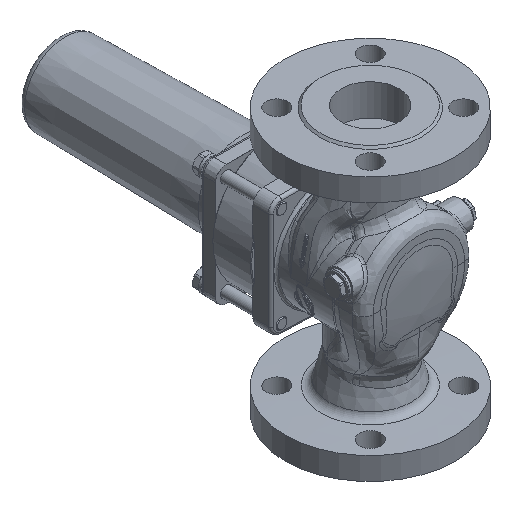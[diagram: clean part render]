
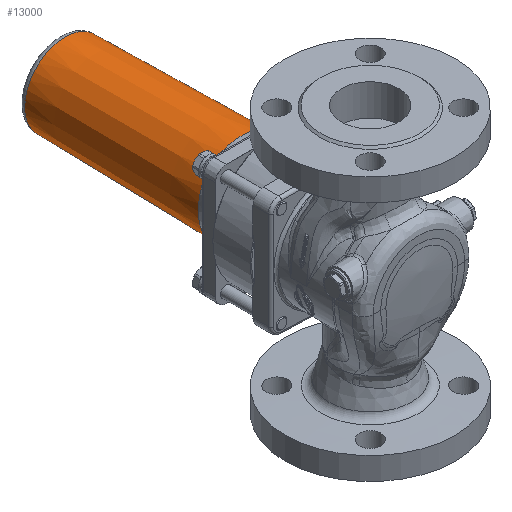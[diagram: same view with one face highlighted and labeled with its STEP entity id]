
A CAD part, isometric view. The second image highlights one B-rep face of the part: STEP entity #13000.
In plain terms, the highlighted conical face has half-angle 1 degrees and reference radius 33 mm.
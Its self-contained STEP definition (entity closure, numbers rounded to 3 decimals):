
#195=CONICAL_SURFACE('',#13965,33.,0.017);
#988=LINE('',#37009,#1512);
#1512=VECTOR('',#16202,33.);
#2277=B_SPLINE_CURVE_WITH_KNOTS('',3,(#37010,#37011,#37012,#37013,#37014,
#37015),.UNSPECIFIED.,.F.,.F.,(4,1,1,4),(-3.142,-2.244,
-0.449,0.),.UNSPECIFIED.);
#2278=B_SPLINE_CURVE_WITH_KNOTS('',3,(#37017,#37018,#37019,#37020,#37021,
#37022,#37023),.UNSPECIFIED.,.F.,.F.,(4,1,1,1,4),(-3.142,-2.244,
-0.449,1.346,3.142),.UNSPECIFIED.);
#2279=B_SPLINE_CURVE_WITH_KNOTS('',3,(#37027,#37028,#37029,#37030,#37031,
#37032,#37033),.UNSPECIFIED.,.F.,.F.,(4,1,1,1,4),(-3.142,-2.244,
-0.449,1.346,3.142),.UNSPECIFIED.);
#2280=B_SPLINE_CURVE_WITH_KNOTS('',3,(#37037,#37038,#37039,#37040,#37041,
#37042,#37043),.UNSPECIFIED.,.F.,.F.,(4,1,1,1,4),(-3.142,-2.244,
-0.449,1.346,3.142),.UNSPECIFIED.);
#2281=B_SPLINE_CURVE_WITH_KNOTS('',3,(#37046,#37047,#37048,#37049,#37050),
 .UNSPECIFIED.,.F.,.F.,(4,1,4),(0.,1.346,3.142),
 .UNSPECIFIED.);
#3839=FACE_OUTER_BOUND('',#4637,.T.);
#4637=EDGE_LOOP('',(#11276,#11277,#11278,#11279,#11280,#11281,#11282,#11283,
#11284,#11285,#11286,#11287,#11288));
#5123=CIRCLE('',#13734,32.743);
#5187=CIRCLE('',#13962,30.45);
#5189=CIRCLE('',#13964,30.45);
#5190=CIRCLE('',#13966,32.743);
#5191=CIRCLE('',#13967,32.743);
#5192=CIRCLE('',#13968,32.743);
#6098=VERTEX_POINT('',#36017);
#6099=VERTEX_POINT('',#36019);
#6289=VERTEX_POINT('',#37002);
#6290=VERTEX_POINT('',#37003);
#6291=VERTEX_POINT('',#37008);
#6292=VERTEX_POINT('',#37016);
#6293=VERTEX_POINT('',#37024);
#6294=VERTEX_POINT('',#37026);
#6295=VERTEX_POINT('',#37034);
#6296=VERTEX_POINT('',#37036);
#6297=VERTEX_POINT('',#37044);
#7702=EDGE_CURVE('',#6098,#6099,#5123,.T.);
#8010=EDGE_CURVE('',#6289,#6290,#5187,.T.);
#8012=EDGE_CURVE('',#6290,#6289,#5189,.T.);
#8013=EDGE_CURVE('',#6289,#6291,#988,.T.);
#8014=EDGE_CURVE('',#6099,#6291,#2277,.T.);
#8015=EDGE_CURVE('',#6292,#6098,#2278,.T.);
#8016=EDGE_CURVE('',#6293,#6292,#5190,.T.);
#8017=EDGE_CURVE('',#6294,#6293,#2279,.T.);
#8018=EDGE_CURVE('',#6295,#6294,#5191,.T.);
#8019=EDGE_CURVE('',#6296,#6295,#2280,.T.);
#8020=EDGE_CURVE('',#6297,#6296,#5192,.T.);
#8021=EDGE_CURVE('',#6291,#6297,#2281,.T.);
#11276=ORIENTED_EDGE('',*,*,#8010,.F.);
#11277=ORIENTED_EDGE('',*,*,#8013,.T.);
#11278=ORIENTED_EDGE('',*,*,#8014,.F.);
#11279=ORIENTED_EDGE('',*,*,#7702,.F.);
#11280=ORIENTED_EDGE('',*,*,#8015,.F.);
#11281=ORIENTED_EDGE('',*,*,#8016,.F.);
#11282=ORIENTED_EDGE('',*,*,#8017,.F.);
#11283=ORIENTED_EDGE('',*,*,#8018,.F.);
#11284=ORIENTED_EDGE('',*,*,#8019,.F.);
#11285=ORIENTED_EDGE('',*,*,#8020,.F.);
#11286=ORIENTED_EDGE('',*,*,#8021,.F.);
#11287=ORIENTED_EDGE('',*,*,#8013,.F.);
#11288=ORIENTED_EDGE('',*,*,#8012,.F.);
#13000=ADVANCED_FACE('',(#3839),#195,.T.);
#13734=AXIS2_PLACEMENT_3D('',#36020,#15565,#15566);
#13962=AXIS2_PLACEMENT_3D('',#37004,#16194,#16195);
#13964=AXIS2_PLACEMENT_3D('',#37006,#16198,#16199);
#13965=AXIS2_PLACEMENT_3D('',#37007,#16200,#16201);
#13966=AXIS2_PLACEMENT_3D('',#37025,#16203,#16204);
#13967=AXIS2_PLACEMENT_3D('',#37035,#16205,#16206);
#13968=AXIS2_PLACEMENT_3D('',#37045,#16207,#16208);
#15565=DIRECTION('center_axis',(0.,-1.,0.));
#15566=DIRECTION('ref_axis',(-1.,0.,0.));
#16194=DIRECTION('center_axis',(0.,1.,0.));
#16195=DIRECTION('ref_axis',(-1.,0.,0.));
#16198=DIRECTION('center_axis',(0.,1.,0.));
#16199=DIRECTION('ref_axis',(-1.,0.,0.));
#16200=DIRECTION('center_axis',(0.,-1.,0.));
#16201=DIRECTION('ref_axis',(-1.,0.,0.));
#16202=DIRECTION('',(0.017,-1.,0.));
#16203=DIRECTION('center_axis',(0.,-1.,0.));
#16204=DIRECTION('ref_axis',(-1.,0.,0.));
#16205=DIRECTION('center_axis',(0.,-1.,0.));
#16206=DIRECTION('ref_axis',(-1.,0.,0.));
#16207=DIRECTION('center_axis',(0.,-1.,0.));
#16208=DIRECTION('ref_axis',(-1.,0.,0.));
#36017=CARTESIAN_POINT('',(14.471,96.304,-29.372));
#36019=CARTESIAN_POINT('',(29.372,96.304,-14.471));
#36020=CARTESIAN_POINT('Origin',(0.,96.304,
0.));
#37002=CARTESIAN_POINT('',(30.45,227.653,0.));
#37003=CARTESIAN_POINT('',(0.,227.653,30.45));
#37004=CARTESIAN_POINT('Origin',(0.,227.653,
0.));
#37006=CARTESIAN_POINT('Origin',(0.,227.653,
0.));
#37007=CARTESIAN_POINT('Origin',(0.,81.566,
0.));
#37008=CARTESIAN_POINT('',(32.755,95.575,0.));
#37009=CARTESIAN_POINT('',(33.,81.566,0.));
#37010=CARTESIAN_POINT('Ctrl Pts',(29.372,96.304,-14.471));
#37011=CARTESIAN_POINT('Ctrl Pts',(30.003,96.304,-13.189));
#37012=CARTESIAN_POINT('Ctrl Pts',(31.648,96.077,-9.225));
#37013=CARTESIAN_POINT('Ctrl Pts',(32.639,95.615,-4.286));
#37014=CARTESIAN_POINT('Ctrl Pts',(32.755,95.573,-0.715));
#37015=CARTESIAN_POINT('Ctrl Pts',(32.755,95.575,0.));
#37016=CARTESIAN_POINT('',(-14.471,96.304,-29.372));
#37017=CARTESIAN_POINT('Ctrl Pts',(-14.471,96.304,-29.372));
#37018=CARTESIAN_POINT('Ctrl Pts',(-13.189,96.304,-30.003));
#37019=CARTESIAN_POINT('Ctrl Pts',(-9.225,96.077,-31.648));
#37020=CARTESIAN_POINT('Ctrl Pts',(-2.169,95.417,-33.063));
#37021=CARTESIAN_POINT('Ctrl Pts',(6.464,95.732,-32.492));
#37022=CARTESIAN_POINT('Ctrl Pts',(11.907,96.304,-30.634));
#37023=CARTESIAN_POINT('Ctrl Pts',(14.471,96.304,-29.372));
#37024=CARTESIAN_POINT('',(-29.372,96.304,-14.471));
#37025=CARTESIAN_POINT('Origin',(0.,96.304,
0.));
#37026=CARTESIAN_POINT('',(-29.372,96.304,14.471));
#37027=CARTESIAN_POINT('Ctrl Pts',(-29.372,96.304,14.471));
#37028=CARTESIAN_POINT('Ctrl Pts',(-30.003,96.304,13.189));
#37029=CARTESIAN_POINT('Ctrl Pts',(-31.648,96.077,9.225));
#37030=CARTESIAN_POINT('Ctrl Pts',(-33.063,95.417,2.169));
#37031=CARTESIAN_POINT('Ctrl Pts',(-32.492,95.732,-6.464));
#37032=CARTESIAN_POINT('Ctrl Pts',(-30.634,96.304,-11.907));
#37033=CARTESIAN_POINT('Ctrl Pts',(-29.372,96.304,-14.471));
#37034=CARTESIAN_POINT('',(-14.471,96.304,29.372));
#37035=CARTESIAN_POINT('Origin',(0.,96.304,
0.));
#37036=CARTESIAN_POINT('',(14.471,96.304,29.372));
#37037=CARTESIAN_POINT('Ctrl Pts',(14.471,96.304,29.372));
#37038=CARTESIAN_POINT('Ctrl Pts',(13.189,96.304,30.003));
#37039=CARTESIAN_POINT('Ctrl Pts',(9.225,96.077,31.648));
#37040=CARTESIAN_POINT('Ctrl Pts',(2.169,95.417,33.063));
#37041=CARTESIAN_POINT('Ctrl Pts',(-6.464,95.732,32.492));
#37042=CARTESIAN_POINT('Ctrl Pts',(-11.907,96.304,30.634));
#37043=CARTESIAN_POINT('Ctrl Pts',(-14.471,96.304,29.372));
#37044=CARTESIAN_POINT('',(29.372,96.304,14.471));
#37045=CARTESIAN_POINT('Origin',(0.,96.304,
0.));
#37046=CARTESIAN_POINT('Ctrl Pts',(32.755,95.575,0.));
#37047=CARTESIAN_POINT('Ctrl Pts',(32.755,95.58,2.143));
#37048=CARTESIAN_POINT('Ctrl Pts',(32.26,95.804,7.144));
#37049=CARTESIAN_POINT('Ctrl Pts',(30.634,96.304,11.907));
#37050=CARTESIAN_POINT('Ctrl Pts',(29.372,96.304,14.471));
